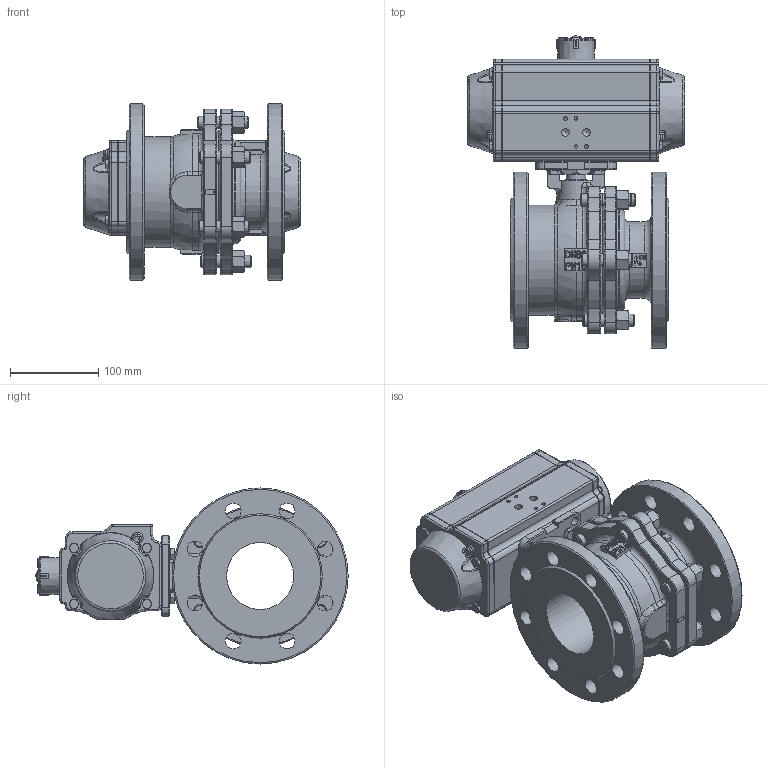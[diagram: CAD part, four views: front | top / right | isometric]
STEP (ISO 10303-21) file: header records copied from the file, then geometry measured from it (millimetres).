
FILE_DESCRIPTION(/* description */ ('Unknown'),/* implementation_level */ '2;1');
FILE_NAME(/* name */ 'DW05 0921_0930-11',/* time_stamp */ '2023-07-28T11:44:36+02:00',/* author */ ('Unknown'),/* organization */ ('Unknown'),/* preprocessor_version */ 'ST-DEVELOPER v18.102',/* originating_system */ 'Solid Edge',/* authorisation */ 'Unknown');
FILE_SCHEMA (('AUTOMOTIVE_DESIGN {1 0 10303 214 3 1 1}'));
Products named in the file (17): DW110-8.200.080; 921_930-11; DN80 PN16 概极; DN80 PN16 概裔; hex nuts, style 2-grades ab gb_GB_HEXAGON_TYPE13 M14 Normal Style-N; 概裝-100141205045204_304; hex jam nut_ai_HJNUT 0.8750-14-D-N; double end studs bm=2d gb_GB_FASTENER_BOLT_DESB20 A M14X30-C; DIN 933 M8x25 A2-70 BLK_EDST; DW05_FR04_(DW110_FR81); ____; ________(___________; _____________; ______; hexagon head bolts--product grade c gb_GB_FASTENER_BOLT_HHBC M6X30-N; cup head nib bolts with large head gb_GB_FASTENER_BOLT_CHNBW M6X25-N; KP-88
Assembly tree (38 placements, depth 4):
  DW110-8.200.080
    921_930-11
      DN80 PN16 概极
      DN80 PN16 概裔
      hex nuts, style 2-grades ab gb_GB_HEXAGON_TYPE13 M14 Normal Style-N  x6
      概裝-100141205045204_304
      hex jam nut_ai_HJNUT 0.8750-14-D-N
      double end studs bm=2d gb_GB_FASTENER_BOLT_DESB20 A M14X30-C  x6
    DIN 933 M8x25 A2-70 BLK_EDST  x4
    DW05_FR04_(DW110_FR81)
      ____
        ________(___________  x2
        _____________  x2
        ______
      hexagon head bolts--product grade c gb_GB_FASTENER_BOLT_HHBC M6X30-N  x8
      cup head nib bolts with large head gb_GB_FASTENER_BOLT_CHNBW M6X25-N
      KP-88
Bounding box: 246 x 354.8 x 200 mm (x, y, z)
Volume: 4804248.5 mm3; surface area: 506484.4 mm2
Topology: 35 solids, 35 shells, 1945 faces, 4662 edges, 2859 vertices
Faces by surface type: plane 783, cylinder 453, cone 265, bspline 226, torus 202, sphere 16
Full cylindrical faces by diameter (mm): 3 x16, 3.3 x10, 4.2 x4, 4.66 x1, 5 x17, 6 x9, 6.2 x1, 6.8 x4, 8 x4, 8.5 x4, 8.8 x2, 11 x4, 11.835 x6, 12 x6, 13 x4, 14 x18, 16 x6, 18 x16, 20.637 x1, 21.7 x1, 22.2 x1, 22.225 x1, 24 x2, 24.6 x1, 24.7 x1, 24.8 x1, 31 x2, 31.5 x1, 35.2 x1, 38.5 x1
Entity records: 55365 total; most frequent: CARTESIAN_POINT 22169, ORIENTED_EDGE 6622, DIRECTION 6570, EDGE_CURVE 3311, AXIS2_PLACEMENT_3D 2510, VERTEX_POINT 2181, FACE_BOUND 1862, EDGE_LOOP 1839
